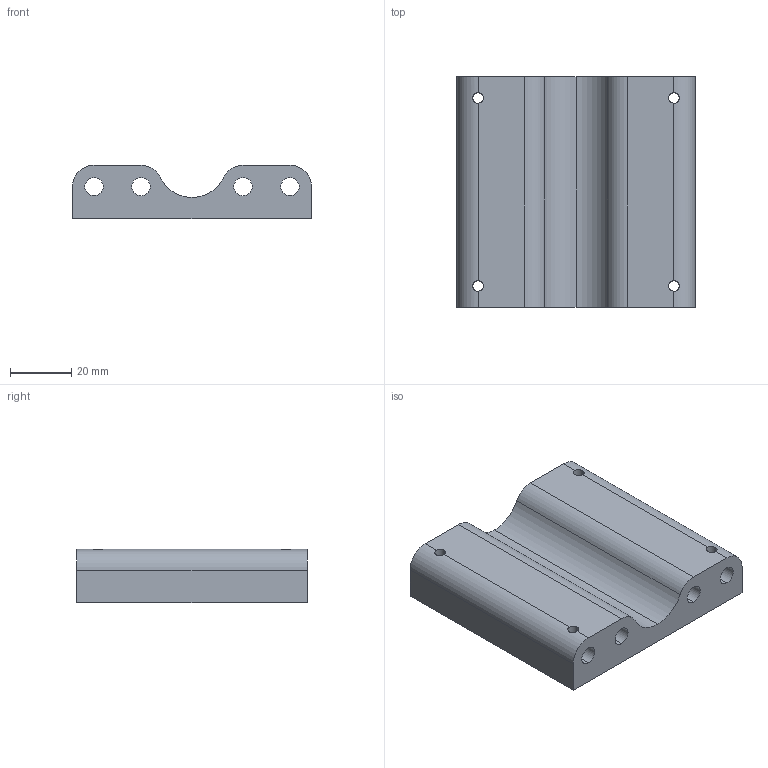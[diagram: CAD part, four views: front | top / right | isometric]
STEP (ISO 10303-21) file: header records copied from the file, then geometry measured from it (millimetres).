
FILE_DESCRIPTION (( 'STEP AP203' ), '1' );
FILE_NAME ('body^jig.STEP', '2023-07-14T19:44:39', ( '' ), ( '' ), 'SwSTEP 2.0', 'SolidWorks 2021', '' );
FILE_SCHEMA (( 'CONFIG_CONTROL_DESIGN' ));
Length unit declared in the file: millimetre
Products named in the file (1): body^jig
Bounding box: 78.1 x 75.5 x 17.48 mm (x, y, z)
Volume: 77886.5 mm3; surface area: 22735.8 mm2
Topology: 1 solids, 1 shells, 37 faces, 141 edges, 94 vertices
Faces by surface type: cylinder 30, plane 7
Entity records: 2104 total; most frequent: CARTESIAN_POINT 833, ORIENTED_EDGE 282, DIRECTION 221, EDGE_CURVE 141, VERTEX_POINT 94, AXIS2_PLACEMENT_3D 82, VECTOR 57, LINE 57
